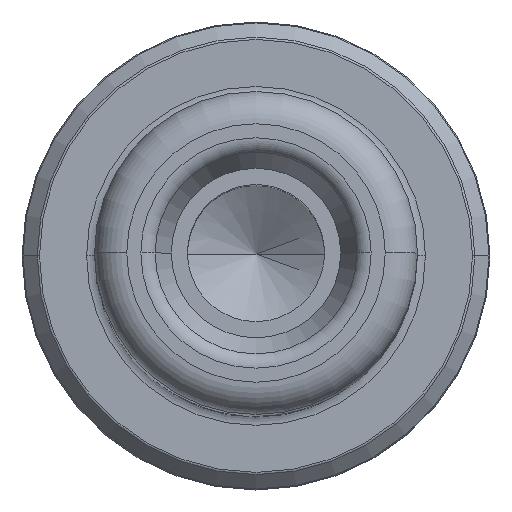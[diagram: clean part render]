
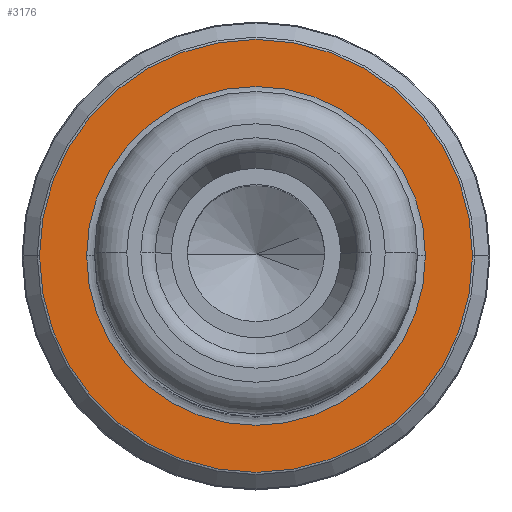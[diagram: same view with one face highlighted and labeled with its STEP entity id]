
A CAD part, top view. The second image highlights one B-rep face of the part: STEP entity #3176.
In plain terms, the highlighted planar face has unit normal (0, 0, 1).
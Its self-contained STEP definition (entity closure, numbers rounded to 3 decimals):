
#74 = DIRECTION ( 'NONE',  ( 0., 0., 1. ) ) ;
#310 = VERTEX_POINT ( 'NONE', #2574 ) ;
#581 = ORIENTED_EDGE ( 'NONE', *, *, #3195, .T. ) ;
#602 = DIRECTION ( 'NONE',  ( 0., 0., 1. ) ) ;
#746 = VERTEX_POINT ( 'NONE', #1585 ) ;
#784 = ORIENTED_EDGE ( 'NONE', *, *, #3518, .T. ) ;
#874 = CARTESIAN_POINT ( 'NONE',  ( 13.417, 0., 20. ) ) ;
#935 = AXIS2_PLACEMENT_3D ( 'NONE', #3692, #1594, #2468 ) ;
#999 = AXIS2_PLACEMENT_3D ( 'NONE', #1007, #74, #1307 ) ;
#1007 = CARTESIAN_POINT ( 'NONE',  ( 0., 0., 20. ) ) ;
#1046 = FACE_BOUND ( 'NONE', #2838, .T. ) ;
#1066 = DIRECTION ( 'NONE',  ( 1., 0., 0. ) ) ;
#1279 = VERTEX_POINT ( 'NONE', #874 ) ;
#1291 = DIRECTION ( 'NONE',  ( 0., 0., -1. ) ) ;
#1307 = DIRECTION ( 'NONE',  ( 1., 0., 0. ) ) ;
#1311 = DIRECTION ( 'NONE',  ( -1., 0., 0. ) ) ;
#1362 = FACE_OUTER_BOUND ( 'NONE', #3869, .T. ) ;
#1405 = EDGE_CURVE ( 'NONE', #746, #310, #2051, .T. ) ;
#1576 = CARTESIAN_POINT ( 'NONE',  ( -13.417, 0., 20. ) ) ;
#1585 = CARTESIAN_POINT ( 'NONE',  ( -10.5, 0., 20. ) ) ;
#1592 = DIRECTION ( 'NONE',  ( 1., 0., 0. ) ) ;
#1594 = DIRECTION ( 'NONE',  ( 0., 0., -1. ) ) ;
#1702 = CIRCLE ( 'NONE', #2930, 13.417 ) ;
#2051 = CIRCLE ( 'NONE', #2118, 10.5 ) ;
#2118 = AXIS2_PLACEMENT_3D ( 'NONE', #2818, #1291, #1311 ) ;
#2427 = CIRCLE ( 'NONE', #3337, 13.417 ) ;
#2468 = DIRECTION ( 'NONE',  ( -1., 0., 0. ) ) ;
#2574 = CARTESIAN_POINT ( 'NONE',  ( 10.5, 0., 20. ) ) ;
#2580 = PLANE ( 'NONE',  #999 ) ;
#2581 = ORIENTED_EDGE ( 'NONE', *, *, #1405, .T. ) ;
#2818 = CARTESIAN_POINT ( 'NONE',  ( 0., 0., 20. ) ) ;
#2838 = EDGE_LOOP ( 'NONE', ( #2581, #2935 ) ) ;
#2906 = CARTESIAN_POINT ( 'NONE',  ( 0., 0., 20. ) ) ;
#2921 = EDGE_CURVE ( 'NONE', #310, #746, #3847, .T. ) ;
#2927 = DIRECTION ( 'NONE',  ( 0., 0., 1. ) ) ;
#2930 = AXIS2_PLACEMENT_3D ( 'NONE', #3380, #602, #1592 ) ;
#2935 = ORIENTED_EDGE ( 'NONE', *, *, #2921, .T. ) ;
#3046 = VERTEX_POINT ( 'NONE', #1576 ) ;
#3176 = ADVANCED_FACE ( 'NONE', ( #1046, #1362 ), #2580, .T. ) ;
#3195 = EDGE_CURVE ( 'NONE', #3046, #1279, #2427, .T. ) ;
#3337 = AXIS2_PLACEMENT_3D ( 'NONE', #2906, #2927, #1066 ) ;
#3380 = CARTESIAN_POINT ( 'NONE',  ( 0., 0., 20. ) ) ;
#3518 = EDGE_CURVE ( 'NONE', #1279, #3046, #1702, .T. ) ;
#3692 = CARTESIAN_POINT ( 'NONE',  ( 0., 0., 20. ) ) ;
#3847 = CIRCLE ( 'NONE', #935, 10.5 ) ;
#3869 = EDGE_LOOP ( 'NONE', ( #784, #581 ) ) ;
